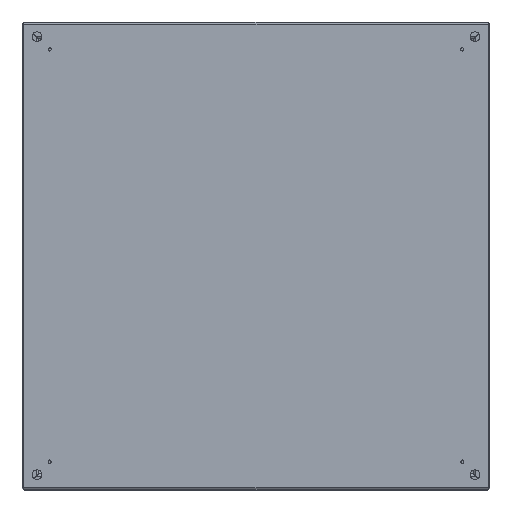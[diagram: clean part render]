
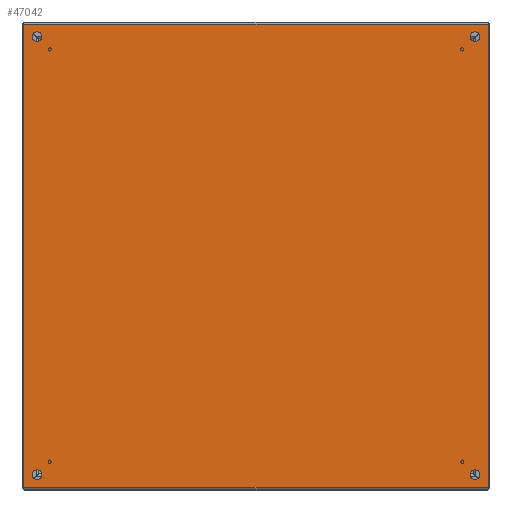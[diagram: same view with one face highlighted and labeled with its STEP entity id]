
A CAD part, top view. The second image highlights one B-rep face of the part: STEP entity #47042.
In plain terms, the highlighted face is planar.
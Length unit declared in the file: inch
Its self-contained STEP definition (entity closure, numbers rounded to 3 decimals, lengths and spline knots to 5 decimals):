
#241 = DIRECTION ( 'NONE',  ( 0., 0., -1. ) ) ;
#351 = VERTEX_POINT ( 'NONE', #4526 ) ;
#1052 = EDGE_CURVE ( 'NONE', #50277, #62486, #32888, .T. ) ;
#1115 = CARTESIAN_POINT ( 'NONE',  ( 0., 0.5, 11.25 ) ) ;
#1311 = DIRECTION ( 'NONE',  ( 0., -1., 0. ) ) ;
#1581 = CARTESIAN_POINT ( 'NONE',  ( 0., 23., 11.25 ) ) ;
#1593 = AXIS2_PLACEMENT_3D ( 'NONE', #32732, #27270, #48820 ) ;
#3405 = AXIS2_PLACEMENT_3D ( 'NONE', #40980, #19760, #10560 ) ;
#4249 = VERTEX_POINT ( 'NONE', #52052 ) ;
#4526 = CARTESIAN_POINT ( 'NONE',  ( 0., 0.5, -11.25 ) ) ;
#4968 = CARTESIAN_POINT ( 'NONE',  ( 0., 0.75, -11.25 ) ) ;
#5482 = DIRECTION ( 'NONE',  ( 0., -1., 0. ) ) ;
#6273 = EDGE_LOOP ( 'NONE', ( #19783, #14493 ) ) ;
#6611 = DIRECTION ( 'NONE',  ( 1., 0., 0. ) ) ;
#7681 = EDGE_LOOP ( 'NONE', ( #28597, #33417 ) ) ;
#7923 = CARTESIAN_POINT ( 'NONE',  ( 0., 23.5, -11.25 ) ) ;
#8348 = EDGE_CURVE ( 'NONE', #28951, #23066, #40723, .T. ) ;
#9157 = VECTOR ( 'NONE', #30158, 39.37008 ) ;
#9378 = EDGE_LOOP ( 'NONE', ( #44010, #13780 ) ) ;
#9642 = CARTESIAN_POINT ( 'NONE',  ( 0., 1., -11.25 ) ) ;
#9878 = VERTEX_POINT ( 'NONE', #7923 ) ;
#10560 = DIRECTION ( 'NONE',  ( 0., -1., 0. ) ) ;
#10656 = CARTESIAN_POINT ( 'NONE',  ( 0., 0.75, -11.25 ) ) ;
#11018 = AXIS2_PLACEMENT_3D ( 'NONE', #11580, #26249, #31397 ) ;
#11083 = EDGE_CURVE ( 'NONE', #351, #27581, #64824, .T. ) ;
#11320 = CARTESIAN_POINT ( 'NONE',  ( 0., 23.25, -11.25 ) ) ;
#11580 = CARTESIAN_POINT ( 'NONE',  ( 0., 23.25, 11.25 ) ) ;
#12122 = CIRCLE ( 'NONE', #47000, 0.25 ) ;
#13780 = ORIENTED_EDGE ( 'NONE', *, *, #45413, .T. ) ;
#14493 = ORIENTED_EDGE ( 'NONE', *, *, #1052, .T. ) ;
#14496 = EDGE_LOOP ( 'NONE', ( #38571, #39462, #17941, #49245 ) ) ;
#17090 = VECTOR ( 'NONE', #25260, 39.37008 ) ;
#17371 = CARTESIAN_POINT ( 'NONE',  ( 0., 1., 11.25 ) ) ;
#17479 = CARTESIAN_POINT ( 'NONE',  ( 0., 23.928, 11.892 ) ) ;
#17941 = ORIENTED_EDGE ( 'NONE', *, *, #42262, .F. ) ;
#18186 = FACE_BOUND ( 'NONE', #6273, .T. ) ;
#19330 = AXIS2_PLACEMENT_3D ( 'NONE', #64354, #63678, #48520 ) ;
#19760 = DIRECTION ( 'NONE',  ( 1., 0., 0. ) ) ;
#19783 = ORIENTED_EDGE ( 'NONE', *, *, #32558, .T. ) ;
#20439 = LINE ( 'NONE', #66802, #46474 ) ;
#21176 = LINE ( 'NONE', #36908, #35681 ) ;
#21226 = ORIENTED_EDGE ( 'NONE', *, *, #64691, .T. ) ;
#22208 = DIRECTION ( 'NONE',  ( 0., 1., 0. ) ) ;
#22345 = EDGE_LOOP ( 'NONE', ( #43556, #21226 ) ) ;
#23066 = VERTEX_POINT ( 'NONE', #64516 ) ;
#25260 = DIRECTION ( 'NONE',  ( 0., 0., 1. ) ) ;
#25816 = DIRECTION ( 'NONE',  ( 1., 0., 0. ) ) ;
#26231 = CARTESIAN_POINT ( 'NONE',  ( 0., 23.5, 11.25 ) ) ;
#26249 = DIRECTION ( 'NONE',  ( 1., 0., 0. ) ) ;
#27270 = DIRECTION ( 'NONE',  ( 1., 0., 0. ) ) ;
#27581 = VERTEX_POINT ( 'NONE', #9642 ) ;
#28597 = ORIENTED_EDGE ( 'NONE', *, *, #11083, .T. ) ;
#28951 = VERTEX_POINT ( 'NONE', #17479 ) ;
#29773 = AXIS2_PLACEMENT_3D ( 'NONE', #4968, #25816, #58775 ) ;
#30158 = DIRECTION ( 'NONE',  ( 0., -1., 0. ) ) ;
#30224 = CARTESIAN_POINT ( 'NONE',  ( 0., 23.928, -11.892 ) ) ;
#30469 = DIRECTION ( 'NONE',  ( 1., 0., 0. ) ) ;
#31172 = CARTESIAN_POINT ( 'NONE',  ( 0., 0.072, 11.892 ) ) ;
#31397 = DIRECTION ( 'NONE',  ( 0., -1., 0. ) ) ;
#31768 = VERTEX_POINT ( 'NONE', #30224 ) ;
#32558 = EDGE_CURVE ( 'NONE', #62486, #50277, #12122, .T. ) ;
#32591 = CARTESIAN_POINT ( 'NONE',  ( 0., 0.072, 11.928 ) ) ;
#32732 = CARTESIAN_POINT ( 'NONE',  ( 0., 23.25, 11.25 ) ) ;
#32888 = CIRCLE ( 'NONE', #3405, 0.25 ) ;
#33417 = ORIENTED_EDGE ( 'NONE', *, *, #66337, .T. ) ;
#34340 = CIRCLE ( 'NONE', #50772, 0.25 ) ;
#34608 = VERTEX_POINT ( 'NONE', #1581 ) ;
#35681 = VECTOR ( 'NONE', #22208, 39.37008 ) ;
#36908 = CARTESIAN_POINT ( 'NONE',  ( 0., 23.928, -11.892 ) ) ;
#36989 = EDGE_CURVE ( 'NONE', #65630, #23066, #50958, .T. ) ;
#37941 = DIRECTION ( 'NONE',  ( 1., 0., 0. ) ) ;
#38571 = ORIENTED_EDGE ( 'NONE', *, *, #8348, .F. ) ;
#39407 = VERTEX_POINT ( 'NONE', #26231 ) ;
#39462 = ORIENTED_EDGE ( 'NONE', *, *, #46636, .T. ) ;
#39838 = CIRCLE ( 'NONE', #1593, 0.25 ) ;
#40649 = CIRCLE ( 'NONE', #56071, 0.25 ) ;
#40686 = EDGE_CURVE ( 'NONE', #34608, #39407, #39838, .T. ) ;
#40723 = LINE ( 'NONE', #31172, #9157 ) ;
#40980 = CARTESIAN_POINT ( 'NONE',  ( 0., 0.75, 11.25 ) ) ;
#41044 = CARTESIAN_POINT ( 'NONE',  ( 0., 0.75, 11.25 ) ) ;
#41987 = CARTESIAN_POINT ( 'NONE',  ( 0., 0.072, -11.892 ) ) ;
#42262 = EDGE_CURVE ( 'NONE', #65630, #31768, #21176, .T. ) ;
#43556 = ORIENTED_EDGE ( 'NONE', *, *, #40686, .T. ) ;
#44010 = ORIENTED_EDGE ( 'NONE', *, *, #47636, .T. ) ;
#44195 = FACE_BOUND ( 'NONE', #9378, .T. ) ;
#44804 = CIRCLE ( 'NONE', #11018, 0.25 ) ;
#45413 = EDGE_CURVE ( 'NONE', #9878, #4249, #34340, .T. ) ;
#46474 = VECTOR ( 'NONE', #241, 39.37008 ) ;
#46636 = EDGE_CURVE ( 'NONE', #28951, #31768, #20439, .T. ) ;
#47000 = AXIS2_PLACEMENT_3D ( 'NONE', #41044, #30469, #61021 ) ;
#47042 = ADVANCED_FACE ( 'NONE', ( #47970, #54568, #44195, #18186, #59395 ), #64184, .F. ) ;
#47636 = EDGE_CURVE ( 'NONE', #4249, #9878, #52149, .T. ) ;
#47970 = FACE_OUTER_BOUND ( 'NONE', #14496, .T. ) ;
#48328 = DIRECTION ( 'NONE',  ( 0., -1., 0. ) ) ;
#48520 = DIRECTION ( 'NONE',  ( 0., -1., 0. ) ) ;
#48820 = DIRECTION ( 'NONE',  ( 0., -1., 0. ) ) ;
#49245 = ORIENTED_EDGE ( 'NONE', *, *, #36989, .T. ) ;
#50277 = VERTEX_POINT ( 'NONE', #17371 ) ;
#50772 = AXIS2_PLACEMENT_3D ( 'NONE', #11320, #62715, #1311 ) ;
#50958 = LINE ( 'NONE', #66816, #17090 ) ;
#52052 = CARTESIAN_POINT ( 'NONE',  ( 0., 23., -11.25 ) ) ;
#52149 = CIRCLE ( 'NONE', #19330, 0.25 ) ;
#54568 = FACE_BOUND ( 'NONE', #7681, .T. ) ;
#56071 = AXIS2_PLACEMENT_3D ( 'NONE', #10656, #37941, #5482 ) ;
#58775 = DIRECTION ( 'NONE',  ( 0., -1., 0. ) ) ;
#59395 = FACE_BOUND ( 'NONE', #22345, .T. ) ;
#61021 = DIRECTION ( 'NONE',  ( 0., -1., 0. ) ) ;
#61949 = AXIS2_PLACEMENT_3D ( 'NONE', #32591, #6611, #48328 ) ;
#62486 = VERTEX_POINT ( 'NONE', #1115 ) ;
#62715 = DIRECTION ( 'NONE',  ( 1., 0., 0. ) ) ;
#63678 = DIRECTION ( 'NONE',  ( 1., 0., 0. ) ) ;
#64184 = PLANE ( 'NONE',  #61949 ) ;
#64354 = CARTESIAN_POINT ( 'NONE',  ( 0., 23.25, -11.25 ) ) ;
#64516 = CARTESIAN_POINT ( 'NONE',  ( 0., 0.072, 11.892 ) ) ;
#64691 = EDGE_CURVE ( 'NONE', #39407, #34608, #44804, .T. ) ;
#64824 = CIRCLE ( 'NONE', #29773, 0.25 ) ;
#65630 = VERTEX_POINT ( 'NONE', #41987 ) ;
#66337 = EDGE_CURVE ( 'NONE', #27581, #351, #40649, .T. ) ;
#66802 = CARTESIAN_POINT ( 'NONE',  ( 0., 23.928, -11.928 ) ) ;
#66816 = CARTESIAN_POINT ( 'NONE',  ( 0., 0.072, 11.928 ) ) ;
